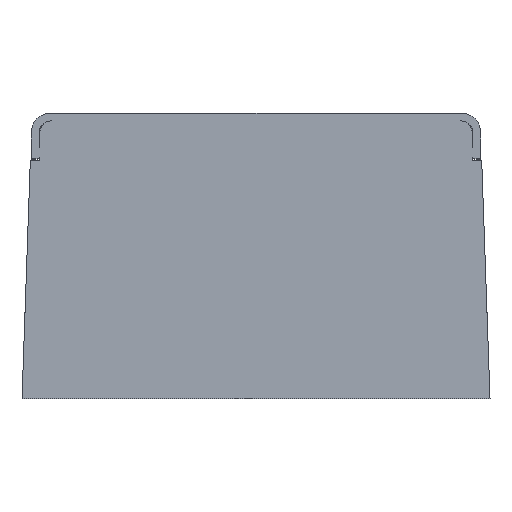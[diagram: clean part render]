
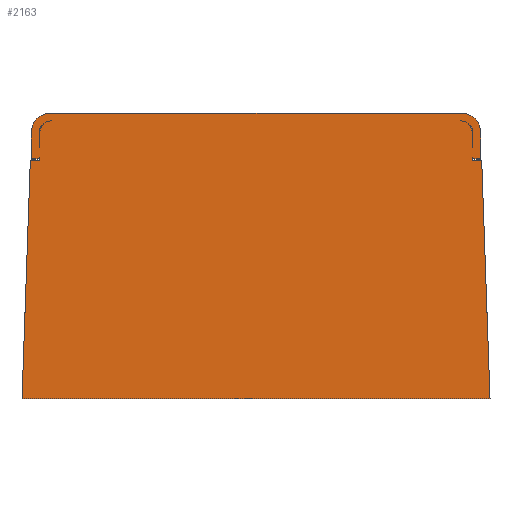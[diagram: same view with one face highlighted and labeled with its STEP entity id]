
A CAD part, top view. The second image highlights one B-rep face of the part: STEP entity #2163.
In plain terms, the highlighted planar face has unit normal (0, 0, 1).
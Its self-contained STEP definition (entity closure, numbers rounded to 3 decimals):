
#372=CARTESIAN_POINT('',(51.5,31.,30.));
#373=DIRECTION('',(0.,0.,1.));
#374=DIRECTION('',(1.,0.,0.));
#375=AXIS2_PLACEMENT_3D('',#372,#373,#374);
#377=DIRECTION('',(0.,1.,0.));
#378=VECTOR('',#377,3.6);
#379=CARTESIAN_POINT('',(54.5,27.4,30.));
#380=LINE('',#379,#378);
#381=CARTESIAN_POINT('',(53.7,28.,30.));
#382=DIRECTION('',(0.,0.,-1.));
#383=DIRECTION('',(1.,0.,0.));
#384=AXIS2_PLACEMENT_3D('',#381,#382,#383);
#386=DIRECTION('',(0.,-1.,0.));
#387=VECTOR('',#386,3.);
#388=CARTESIAN_POINT('',(54.7,31.,30.));
#389=LINE('',#388,#387);
#390=CARTESIAN_POINT('',(51.7,31.,30.));
#391=DIRECTION('',(0.,0.,-1.));
#392=DIRECTION('',(0.,1.,0.));
#393=AXIS2_PLACEMENT_3D('',#390,#391,#392);
#395=DIRECTION('',(0.,-1.,0.));
#396=VECTOR('',#395,0.673);
#397=CARTESIAN_POINT('',(-54.5,24.673,30.));
#398=LINE('',#397,#396);
#399=CARTESIAN_POINT('',(-55.2,26.,30.));
#400=DIRECTION('',(0.,0.,1.));
#401=DIRECTION('',(0.,-1.,0.));
#402=AXIS2_PLACEMENT_3D('',#399,#400,#401);
#404=DIRECTION('',(1.,0.,0.));
#405=VECTOR('',#404,1.5);
#406=CARTESIAN_POINT('',(-56.7,24.5,30.));
#407=LINE('',#406,#405);
#408=DIRECTION('',(0.,-1.,0.));
#409=VECTOR('',#408,6.5);
#410=CARTESIAN_POINT('',(-56.7,31.,30.));
#411=LINE('',#410,#409);
#412=CARTESIAN_POINT('',(-51.7,31.,30.));
#413=DIRECTION('',(0.,0.,1.));
#414=DIRECTION('',(0.,1.,0.));
#415=AXIS2_PLACEMENT_3D('',#412,#413,#414);
#417=DIRECTION('',(-1.,0.,0.));
#418=VECTOR('',#417,103.4);
#419=CARTESIAN_POINT('',(51.7,36.,30.));
#420=LINE('',#419,#418);
#421=CARTESIAN_POINT('',(51.7,31.,30.));
#422=DIRECTION('',(0.,0.,1.));
#423=DIRECTION('',(1.,0.,0.));
#424=AXIS2_PLACEMENT_3D('',#421,#422,#423);
#426=DIRECTION('',(0.,1.,0.));
#427=VECTOR('',#426,6.5);
#428=CARTESIAN_POINT('',(56.7,24.5,30.));
#429=LINE('',#428,#427);
#430=DIRECTION('',(1.,0.,0.));
#431=VECTOR('',#430,1.5);
#432=CARTESIAN_POINT('',(55.2,24.5,30.));
#433=LINE('',#432,#431);
#434=CARTESIAN_POINT('',(55.2,26.,30.));
#435=DIRECTION('',(0.,0.,1.));
#436=DIRECTION('',(-0.467,-0.884,0.));
#437=AXIS2_PLACEMENT_3D('',#434,#435,#436);
#439=DIRECTION('',(0.,1.,0.));
#440=VECTOR('',#439,0.673);
#441=CARTESIAN_POINT('',(54.5,24.,30.));
#442=LINE('',#441,#440);
#443=DIRECTION('',(-1.,0.,0.));
#444=VECTOR('',#443,2.405);
#445=CARTESIAN_POINT('',(56.905,24.,30.));
#446=LINE('',#445,#444);
#447=DIRECTION('',(-0.035,0.999,0.));
#448=VECTOR('',#447,60.037);
#449=CARTESIAN_POINT('',(59.,-36.,30.));
#450=LINE('',#449,#448);
#451=DIRECTION('',(1.,0.,0.));
#452=VECTOR('',#451,118.);
#453=CARTESIAN_POINT('',(-59.,-36.,30.));
#454=LINE('',#453,#452);
#455=DIRECTION('',(-0.035,-0.999,0.));
#456=VECTOR('',#455,60.037);
#457=CARTESIAN_POINT('',(-56.905,24.,30.));
#458=LINE('',#457,#456);
#459=DIRECTION('',(-1.,0.,0.));
#460=VECTOR('',#459,2.405);
#461=CARTESIAN_POINT('',(-54.5,24.,30.));
#462=LINE('',#461,#460);
#463=CARTESIAN_POINT('',(-51.7,31.,30.));
#464=DIRECTION('',(0.,0.,-1.));
#465=DIRECTION('',(-1.,0.,0.));
#466=AXIS2_PLACEMENT_3D('',#463,#464,#465);
#468=DIRECTION('',(0.,1.,0.));
#469=VECTOR('',#468,3.);
#470=CARTESIAN_POINT('',(-54.7,28.,30.));
#471=LINE('',#470,#469);
#472=CARTESIAN_POINT('',(-53.7,28.,30.));
#473=DIRECTION('',(0.,0.,-1.));
#474=DIRECTION('',(-0.8,-0.6,0.));
#475=AXIS2_PLACEMENT_3D('',#472,#473,#474);
#477=DIRECTION('',(0.,-1.,0.));
#478=VECTOR('',#477,3.6);
#479=CARTESIAN_POINT('',(-54.5,31.,30.));
#480=LINE('',#479,#478);
#481=CARTESIAN_POINT('',(-51.5,31.,30.));
#482=DIRECTION('',(0.,0.,1.));
#483=DIRECTION('',(-0.067,0.998,0.));
#484=AXIS2_PLACEMENT_3D('',#481,#482,#483);
#1387=CARTESIAN_POINT('',(-54.5,24.,30.));
#1388=CARTESIAN_POINT('',(-56.905,24.,30.));
#1389=VERTEX_POINT('',#1387);
#1390=VERTEX_POINT('',#1388);
#1391=CARTESIAN_POINT('',(-59.,-36.,30.));
#1392=VERTEX_POINT('',#1391);
#1393=CARTESIAN_POINT('',(59.,-36.,30.));
#1394=VERTEX_POINT('',#1393);
#1395=CARTESIAN_POINT('',(56.905,24.,30.));
#1396=VERTEX_POINT('',#1395);
#1397=CARTESIAN_POINT('',(54.5,24.,30.));
#1398=VERTEX_POINT('',#1397);
#1460=CARTESIAN_POINT('',(54.5,31.,30.));
#1462=VERTEX_POINT('',#1460);
#1468=CARTESIAN_POINT('',(-54.5,31.,30.));
#1470=VERTEX_POINT('',#1468);
#1499=CARTESIAN_POINT('',(51.7,34.,30.));
#1500=CARTESIAN_POINT('',(54.7,31.,30.));
#1501=VERTEX_POINT('',#1499);
#1502=VERTEX_POINT('',#1500);
#1503=CARTESIAN_POINT('',(54.7,28.,30.));
#1504=VERTEX_POINT('',#1503);
#1505=CARTESIAN_POINT('',(55.2,24.5,30.));
#1506=CARTESIAN_POINT('',(56.7,24.5,30.));
#1507=VERTEX_POINT('',#1505);
#1508=VERTEX_POINT('',#1506);
#1509=CARTESIAN_POINT('',(56.7,31.,30.));
#1510=VERTEX_POINT('',#1509);
#1511=CARTESIAN_POINT('',(51.7,36.,30.));
#1512=VERTEX_POINT('',#1511);
#1513=CARTESIAN_POINT('',(-51.7,36.,30.));
#1514=VERTEX_POINT('',#1513);
#1515=CARTESIAN_POINT('',(-56.7,31.,30.));
#1516=VERTEX_POINT('',#1515);
#1517=CARTESIAN_POINT('',(-56.7,24.5,30.));
#1518=VERTEX_POINT('',#1517);
#1519=CARTESIAN_POINT('',(-55.2,24.5,30.));
#1520=VERTEX_POINT('',#1519);
#1521=CARTESIAN_POINT('',(-54.7,28.,30.));
#1522=CARTESIAN_POINT('',(-54.7,31.,30.));
#1523=VERTEX_POINT('',#1521);
#1524=VERTEX_POINT('',#1522);
#1525=CARTESIAN_POINT('',(-51.7,34.,30.));
#1526=VERTEX_POINT('',#1525);
#1532=CARTESIAN_POINT('',(54.5,24.673,30.));
#1534=VERTEX_POINT('',#1532);
#1540=CARTESIAN_POINT('',(54.5,27.4,30.));
#1542=VERTEX_POINT('',#1540);
#1564=CARTESIAN_POINT('',(-54.5,27.4,30.));
#1566=VERTEX_POINT('',#1564);
#1572=CARTESIAN_POINT('',(-54.5,24.673,30.));
#1574=VERTEX_POINT('',#1572);
#2108=CARTESIAN_POINT('',(0.,0.,30.));
#2109=DIRECTION('',(0.,0.,1.));
#2110=DIRECTION('',(1.,0.,0.));
#2111=AXIS2_PLACEMENT_3D('',#2108,#2109,#2110);
#2112=PLANE('',#2111);
#2114=ORIENTED_EDGE('',*,*,#2113,.F.);
#2116=ORIENTED_EDGE('',*,*,#2115,.F.);
#2118=ORIENTED_EDGE('',*,*,#2117,.F.);
#2120=ORIENTED_EDGE('',*,*,#2119,.F.);
#2122=ORIENTED_EDGE('',*,*,#2121,.F.);
#2124=ORIENTED_EDGE('',*,*,#2123,.F.);
#2126=ORIENTED_EDGE('',*,*,#2125,.F.);
#2128=ORIENTED_EDGE('',*,*,#2127,.F.);
#2130=ORIENTED_EDGE('',*,*,#2129,.F.);
#2132=ORIENTED_EDGE('',*,*,#2131,.F.);
#2134=ORIENTED_EDGE('',*,*,#2133,.F.);
#2136=ORIENTED_EDGE('',*,*,#2135,.F.);
#2138=ORIENTED_EDGE('',*,*,#2137,.F.);
#2140=ORIENTED_EDGE('',*,*,#2139,.F.);
#2142=ORIENTED_EDGE('',*,*,#2141,.F.);
#2144=ORIENTED_EDGE('',*,*,#2143,.F.);
#2145=EDGE_LOOP('',(#2114,#2116,#2118,#2120,#2122,#2124,#2126,#2128,#2130,#2132,
#2134,#2136,#2138,#2140,#2142,#2144));
#2146=FACE_OUTER_BOUND('',#2145,.F.);
#2147=ORIENTED_EDGE('',*,*,#2029,.F.);
#2148=ORIENTED_EDGE('',*,*,#2055,.F.);
#2149=ORIENTED_EDGE('',*,*,#2071,.F.);
#2150=ORIENTED_EDGE('',*,*,#2089,.F.);
#2151=ORIENTED_EDGE('',*,*,#2102,.F.);
#2152=EDGE_LOOP('',(#2147,#2148,#2149,#2150,#2151));
#2153=FACE_BOUND('',#2152,.F.);
#2155=ORIENTED_EDGE('',*,*,#2154,.F.);
#2157=ORIENTED_EDGE('',*,*,#2156,.F.);
#2158=ORIENTED_EDGE('',*,*,#1946,.F.);
#2159=ORIENTED_EDGE('',*,*,#1929,.F.);
#2160=ORIENTED_EDGE('',*,*,#1815,.F.);
#2161=EDGE_LOOP('',(#2155,#2157,#2158,#2159,#2160));
#2162=FACE_BOUND('',#2161,.F.);
#376=CIRCLE('',#375,3.);
#385=CIRCLE('',#384,1.);
#394=CIRCLE('',#393,3.);
#403=CIRCLE('',#402,1.5);
#416=CIRCLE('',#415,5.);
#425=CIRCLE('',#424,5.);
#438=CIRCLE('',#437,1.5);
#467=CIRCLE('',#466,3.);
#476=CIRCLE('',#475,1.);
#485=CIRCLE('',#484,3.);
#1815=EDGE_CURVE('',#1526,#1470,#485,.T.);
#1929=EDGE_CURVE('',#1470,#1566,#480,.T.);
#1946=EDGE_CURVE('',#1566,#1523,#476,.T.);
#2029=EDGE_CURVE('',#1462,#1501,#376,.T.);
#2055=EDGE_CURVE('',#1542,#1462,#380,.T.);
#2071=EDGE_CURVE('',#1504,#1542,#385,.T.);
#2089=EDGE_CURVE('',#1502,#1504,#389,.T.);
#2102=EDGE_CURVE('',#1501,#1502,#394,.T.);
#2113=EDGE_CURVE('',#1574,#1389,#398,.T.);
#2115=EDGE_CURVE('',#1520,#1574,#403,.T.);
#2117=EDGE_CURVE('',#1518,#1520,#407,.T.);
#2119=EDGE_CURVE('',#1516,#1518,#411,.T.);
#2121=EDGE_CURVE('',#1514,#1516,#416,.T.);
#2123=EDGE_CURVE('',#1512,#1514,#420,.T.);
#2125=EDGE_CURVE('',#1510,#1512,#425,.T.);
#2127=EDGE_CURVE('',#1508,#1510,#429,.T.);
#2129=EDGE_CURVE('',#1507,#1508,#433,.T.);
#2131=EDGE_CURVE('',#1534,#1507,#438,.T.);
#2133=EDGE_CURVE('',#1398,#1534,#442,.T.);
#2135=EDGE_CURVE('',#1396,#1398,#446,.T.);
#2137=EDGE_CURVE('',#1394,#1396,#450,.T.);
#2139=EDGE_CURVE('',#1392,#1394,#454,.T.);
#2141=EDGE_CURVE('',#1390,#1392,#458,.T.);
#2143=EDGE_CURVE('',#1389,#1390,#462,.T.);
#2154=EDGE_CURVE('',#1524,#1526,#467,.T.);
#2156=EDGE_CURVE('',#1523,#1524,#471,.T.);
#2163=ADVANCED_FACE('',(#2146,#2153,#2162),#2112,.T.);
